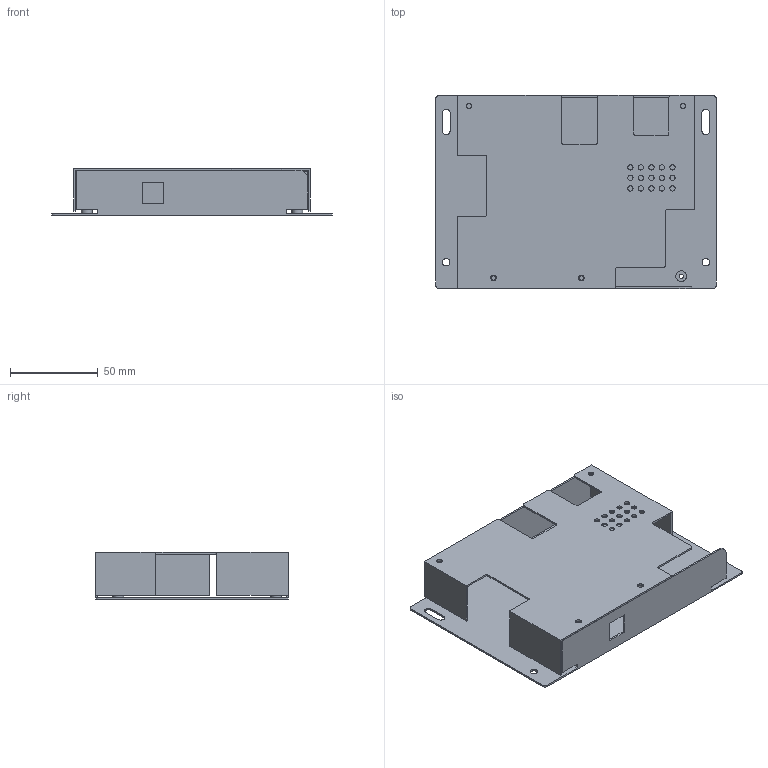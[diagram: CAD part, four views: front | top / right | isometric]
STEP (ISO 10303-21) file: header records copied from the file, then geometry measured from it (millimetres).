
FILE_DESCRIPTION(/* description */ (''),/* implementation_level */ '2;1');
FILE_NAME(/* name */ 'cbez-case.step',/* time_stamp */ '2023-05-25T09:08:03+09:00',/* author */ ('jimbo'),/* organization */ (''),/* preprocessor_version */ 'ST-DEVELOPER v19.2',/* originating_system */ 'Autodesk Inventor 2024',/* authorisation */ '');
FILE_SCHEMA (('AUTOMOTIVE_DESIGN { 1 0 10303 214 3 1 1 }'));
Length unit declared in the file: millimetre
Products named in the file (3): oct-a7b7-001; cbez-A7; cbez-B7
Assembly tree (2 placements, depth 2):
  oct-a7b7-001
    cbez-A7
    cbez-B7
Bounding box: 160 x 110 x 27 mm (x, y, z)
Volume: 40972.9 mm3; surface area: 83348.7 mm2
Topology: 2 solids, 2 shells, 142 faces, 390 edges, 260 vertices
Faces by surface type: plane 76, cylinder 66
Full cylindrical faces by diameter (mm): 2.459 x8, 3 x15, 3.2 x4, 3.9 x4, 4.2 x2, 6.15 x4
Entity records: 4819 total; most frequent: DIRECTION 818, CARTESIAN_POINT 798, ORIENTED_EDGE 780, EDGE_CURVE 390, AXIS2_PLACEMENT_3D 280, VERTEX_POINT 260, LINE 258, VECTOR 258
